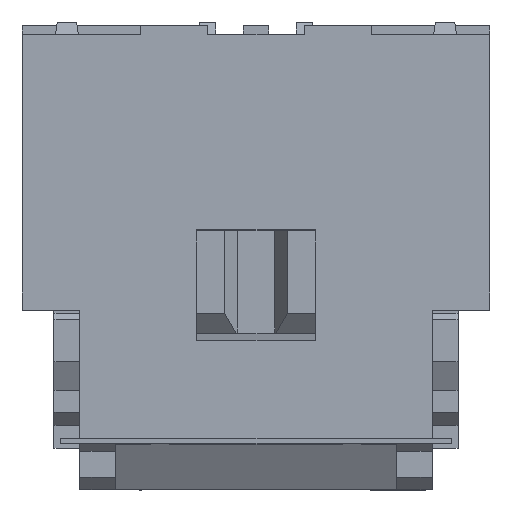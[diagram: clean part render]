
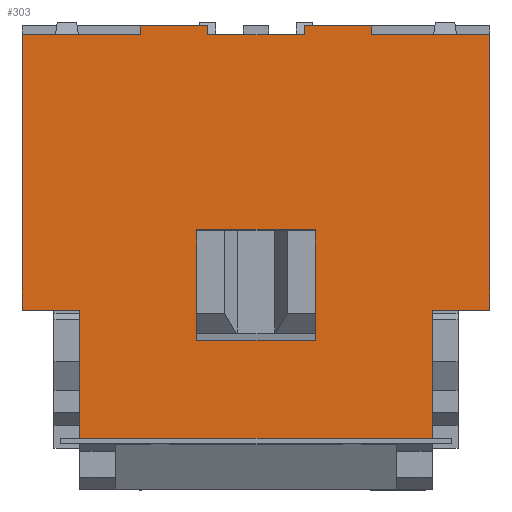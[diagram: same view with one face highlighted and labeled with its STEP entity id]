
A CAD part, top view. The second image highlights one B-rep face of the part: STEP entity #303.
In plain terms, the highlighted planar face has unit normal (0, 0, 1).
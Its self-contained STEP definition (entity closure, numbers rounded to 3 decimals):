
#303=ADVANCED_FACE('',(#740,#741),#529,.T.);
#529=PLANE('',#4604);
#740=FACE_BOUND('',#761,.T.);
#741=FACE_BOUND('',#762,.T.);
#761=EDGE_LOOP('',(#1107,#1108,#1109,#1110,#1111,#1112,#1113,#1114,#1115,
#1116,#1117,#1118,#1119,#1120,#1121,#1122));
#762=EDGE_LOOP('',(#1123,#1124,#1125,#1126));
#1107=ORIENTED_EDGE('',*,*,#2815,.F.);
#1108=ORIENTED_EDGE('',*,*,#2737,.F.);
#1109=ORIENTED_EDGE('',*,*,#2814,.T.);
#1110=ORIENTED_EDGE('',*,*,#2816,.T.);
#1111=ORIENTED_EDGE('',*,*,#2785,.F.);
#1112=ORIENTED_EDGE('',*,*,#2817,.F.);
#1113=ORIENTED_EDGE('',*,*,#2818,.F.);
#1114=ORIENTED_EDGE('',*,*,#2819,.T.);
#1115=ORIENTED_EDGE('',*,*,#2781,.F.);
#1116=ORIENTED_EDGE('',*,*,#2820,.F.);
#1117=ORIENTED_EDGE('',*,*,#2821,.F.);
#1118=ORIENTED_EDGE('',*,*,#2822,.T.);
#1119=ORIENTED_EDGE('',*,*,#2777,.F.);
#1120=ORIENTED_EDGE('',*,*,#2823,.F.);
#1121=ORIENTED_EDGE('',*,*,#2824,.F.);
#1122=ORIENTED_EDGE('',*,*,#2725,.T.);
#1123=ORIENTED_EDGE('',*,*,#2825,.F.);
#1124=ORIENTED_EDGE('',*,*,#2826,.T.);
#1125=ORIENTED_EDGE('',*,*,#2827,.T.);
#1126=ORIENTED_EDGE('',*,*,#2828,.F.);
#2299=VERTEX_POINT('',#6021);
#2300=VERTEX_POINT('',#6023);
#2311=VERTEX_POINT('',#6047);
#2312=VERTEX_POINT('',#6049);
#2351=VERTEX_POINT('',#6129);
#2352=VERTEX_POINT('',#6131);
#2355=VERTEX_POINT('',#6137);
#2356=VERTEX_POINT('',#6139);
#2359=VERTEX_POINT('',#6145);
#2360=VERTEX_POINT('',#6147);
#2382=VERTEX_POINT('',#6202);
#2383=VERTEX_POINT('',#6208);
#2384=VERTEX_POINT('',#6210);
#2385=VERTEX_POINT('',#6213);
#2386=VERTEX_POINT('',#6215);
#2387=VERTEX_POINT('',#6218);
#2388=VERTEX_POINT('',#6221);
#2389=VERTEX_POINT('',#6222);
#2390=VERTEX_POINT('',#6224);
#2391=VERTEX_POINT('',#6226);
#2725=EDGE_CURVE('',#2300,#2299,#3369,.T.);
#2737=EDGE_CURVE('',#2311,#2312,#3381,.T.);
#2777=EDGE_CURVE('',#2351,#2352,#3421,.T.);
#2781=EDGE_CURVE('',#2355,#2356,#3425,.T.);
#2785=EDGE_CURVE('',#2359,#2360,#3429,.T.);
#2814=EDGE_CURVE('',#2311,#2382,#3458,.T.);
#2815=EDGE_CURVE('',#2312,#2299,#3459,.T.);
#2816=EDGE_CURVE('',#2382,#2360,#3460,.T.);
#2817=EDGE_CURVE('',#2383,#2359,#3461,.T.);
#2818=EDGE_CURVE('',#2384,#2383,#3462,.T.);
#2819=EDGE_CURVE('',#2384,#2356,#3463,.T.);
#2820=EDGE_CURVE('',#2385,#2355,#3464,.T.);
#2821=EDGE_CURVE('',#2386,#2385,#3465,.T.);
#2822=EDGE_CURVE('',#2386,#2352,#3466,.T.);
#2823=EDGE_CURVE('',#2387,#2351,#3467,.T.);
#2824=EDGE_CURVE('',#2300,#2387,#3468,.T.);
#2825=EDGE_CURVE('',#2388,#2389,#3469,.T.);
#2826=EDGE_CURVE('',#2388,#2390,#3470,.T.);
#2827=EDGE_CURVE('',#2390,#2391,#3471,.T.);
#2828=EDGE_CURVE('',#2389,#2391,#3472,.T.);
#3369=LINE('',#6022,#3997);
#3381=LINE('',#6048,#4009);
#3421=LINE('',#6130,#4049);
#3425=LINE('',#6138,#4053);
#3429=LINE('',#6146,#4057);
#3458=LINE('',#6203,#4086);
#3459=LINE('',#6205,#4087);
#3460=LINE('',#6206,#4088);
#3461=LINE('',#6207,#4089);
#3462=LINE('',#6209,#4090);
#3463=LINE('',#6211,#4091);
#3464=LINE('',#6212,#4092);
#3465=LINE('',#6214,#4093);
#3466=LINE('',#6216,#4094);
#3467=LINE('',#6217,#4095);
#3468=LINE('',#6219,#4096);
#3469=LINE('',#6220,#4097);
#3470=LINE('',#6223,#4098);
#3471=LINE('',#6225,#4099);
#3472=LINE('',#6227,#4100);
#3997=VECTOR('',#4876,1.);
#4009=VECTOR('',#4892,1.);
#4049=VECTOR('',#4936,1.);
#4053=VECTOR('',#4940,1.);
#4057=VECTOR('',#4944,1.);
#4086=VECTOR('',#4983,1.);
#4087=VECTOR('',#4986,1.);
#4088=VECTOR('',#4987,1.);
#4089=VECTOR('',#4988,1.);
#4090=VECTOR('',#4989,1.);
#4091=VECTOR('',#4990,1.);
#4092=VECTOR('',#4991,1.);
#4093=VECTOR('',#4992,1.);
#4094=VECTOR('',#4993,1.);
#4095=VECTOR('',#4994,1.);
#4096=VECTOR('',#4995,1.);
#4097=VECTOR('',#4996,1.);
#4098=VECTOR('',#4997,1.);
#4099=VECTOR('',#4998,1.);
#4100=VECTOR('',#4999,1.);
#4604=AXIS2_PLACEMENT_3D('',#6228,#5000,#5001);
#4876=DIRECTION('',(0.,-1.,0.));
#4892=DIRECTION('',(0.,-1.,0.));
#4936=DIRECTION('',(1.,0.,0.));
#4940=DIRECTION('',(1.,0.,0.));
#4944=DIRECTION('',(1.,0.,0.));
#4983=DIRECTION('',(1.,0.,0.));
#4986=DIRECTION('',(-1.,0.,0.));
#4987=DIRECTION('',(0.,1.,0.));
#4988=DIRECTION('',(0.,-1.,0.));
#4989=DIRECTION('',(1.,0.,0.));
#4990=DIRECTION('',(0.,-1.,0.));
#4991=DIRECTION('',(0.,-1.,0.));
#4992=DIRECTION('',(1.,0.,0.));
#4993=DIRECTION('',(0.,-1.,0.));
#4994=DIRECTION('',(0.,1.,0.));
#4995=DIRECTION('',(-1.,0.,0.));
#4996=DIRECTION('',(-1.,0.,0.));
#4997=DIRECTION('',(0.,-1.,0.));
#4998=DIRECTION('',(-1.,0.,0.));
#4999=DIRECTION('',(0.,-1.,0.));
#5000=DIRECTION('',(0.,0.,1.));
#5001=DIRECTION('',(1.,0.,0.));
#6021=CARTESIAN_POINT('',(-2.75,3.2,6.11));
#6022=CARTESIAN_POINT('',(-2.75,5.2,6.11));
#6023=CARTESIAN_POINT('',(-2.75,5.2,6.11));
#6047=CARTESIAN_POINT('',(2.75,5.2,6.11));
#6048=CARTESIAN_POINT('',(2.75,5.2,6.11));
#6049=CARTESIAN_POINT('',(2.75,3.2,6.11));
#6129=CARTESIAN_POINT('',(-3.65,9.5,6.11));
#6130=CARTESIAN_POINT('',(3.65,9.5,6.11));
#6131=CARTESIAN_POINT('',(-1.8,9.5,6.11));
#6137=CARTESIAN_POINT('',(-0.75,9.5,6.11));
#6138=CARTESIAN_POINT('',(3.65,9.5,6.11));
#6139=CARTESIAN_POINT('',(0.75,9.5,6.11));
#6145=CARTESIAN_POINT('',(1.8,9.5,6.11));
#6146=CARTESIAN_POINT('',(3.65,9.5,6.11));
#6147=CARTESIAN_POINT('',(3.65,9.5,6.11));
#6202=CARTESIAN_POINT('',(3.65,5.2,6.11));
#6203=CARTESIAN_POINT('',(2.75,5.2,6.11));
#6205=CARTESIAN_POINT('',(3.65,3.2,6.11));
#6206=CARTESIAN_POINT('',(3.65,9.5,6.11));
#6207=CARTESIAN_POINT('',(1.8,9.65,6.11));
#6208=CARTESIAN_POINT('',(1.8,9.65,6.11));
#6209=CARTESIAN_POINT('',(0.75,9.65,6.11));
#6210=CARTESIAN_POINT('',(0.75,9.65,6.11));
#6211=CARTESIAN_POINT('',(0.75,9.65,6.11));
#6212=CARTESIAN_POINT('',(-0.75,9.65,6.11));
#6213=CARTESIAN_POINT('',(-0.75,9.65,6.11));
#6214=CARTESIAN_POINT('',(-1.8,9.65,6.11));
#6215=CARTESIAN_POINT('',(-1.8,9.65,6.11));
#6216=CARTESIAN_POINT('',(-1.8,9.65,6.11));
#6217=CARTESIAN_POINT('',(-3.65,9.5,6.11));
#6218=CARTESIAN_POINT('',(-3.65,5.2,6.11));
#6219=CARTESIAN_POINT('',(-2.75,5.2,6.11));
#6220=CARTESIAN_POINT('',(0.925,6.45,6.11));
#6221=CARTESIAN_POINT('',(0.925,6.45,6.11));
#6222=CARTESIAN_POINT('',(-0.925,6.45,6.11));
#6223=CARTESIAN_POINT('',(0.925,6.45,6.11));
#6224=CARTESIAN_POINT('',(0.925,4.73,6.11));
#6225=CARTESIAN_POINT('',(0.925,4.73,6.11));
#6226=CARTESIAN_POINT('',(-0.925,4.73,6.11));
#6227=CARTESIAN_POINT('',(-0.925,6.45,6.11));
#6228=CARTESIAN_POINT('',(3.65,9.5,6.11));
